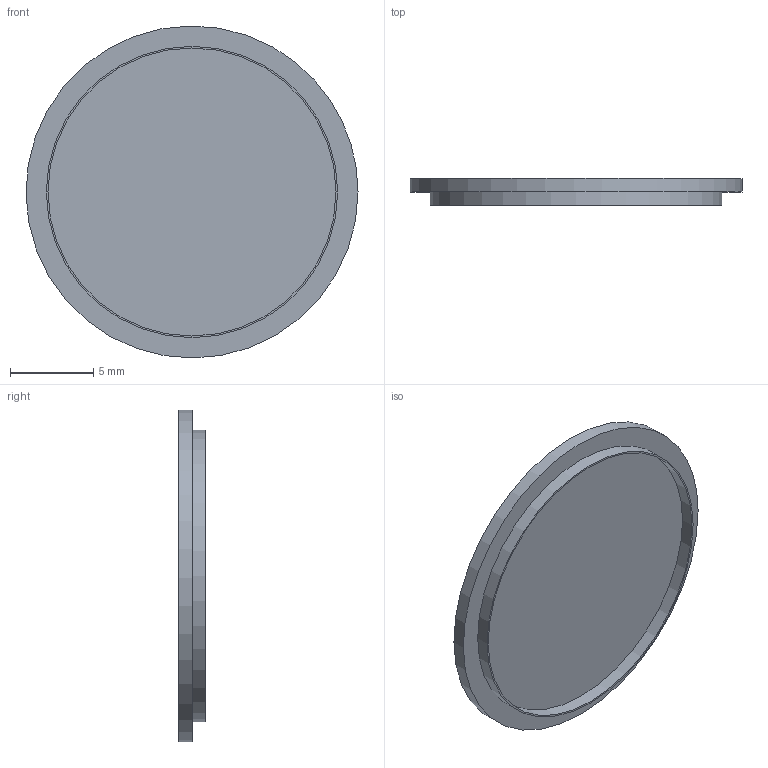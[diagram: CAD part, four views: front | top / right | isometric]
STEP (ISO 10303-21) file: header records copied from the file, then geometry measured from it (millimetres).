
FILE_DESCRIPTION(/* description */ (''),/* implementation_level */ '2;1');
FILE_NAME(/* name */ 'PCB_20_08.step',/* time_stamp */ '2019-03-04T19:39:18+01:00',/* author */ (''),/* organization */ (''),/* preprocessor_version */ 'ST-DEVELOPER v17.2',/* originating_system */ 'Autodesk Translation Framework v7.6.0.251',/* authorisation */ '');
FILE_SCHEMA (('AUTOMOTIVE_DESIGN { 1 0 10303 214 3 1 1 }'));
Length unit declared in the file: millimetre
Products named in the file (1): PCB_20_08
Bounding box: 20 x 1.6 x 20 mm (x, y, z)
Volume: 255.7 mm3; surface area: 766.3 mm2
Topology: 1 solids, 1 shells, 7 faces, 11 edges, 8 vertices
Faces by surface type: plane 4, cylinder 3
Full cylindrical faces by diameter (mm): 17.35 x1, 17.55 x1, 20 x1
Entity records: 202 total; most frequent: DIRECTION 35, CARTESIAN_POINT 27, ORIENTED_EDGE 22, AXIS2_PLACEMENT_3D 16, EDGE_CURVE 11, EDGE_LOOP 9, CIRCLE 8, VERTEX_POINT 8
